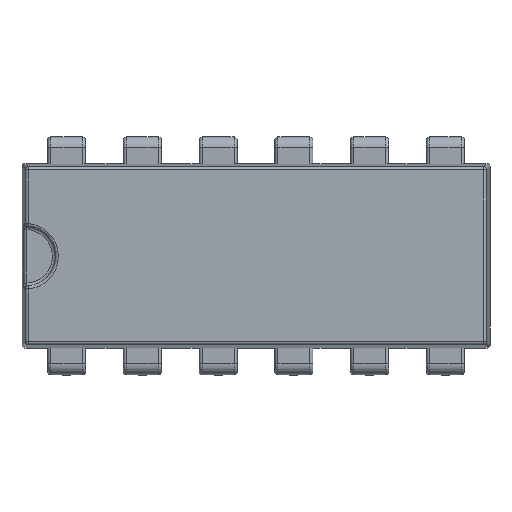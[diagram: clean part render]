
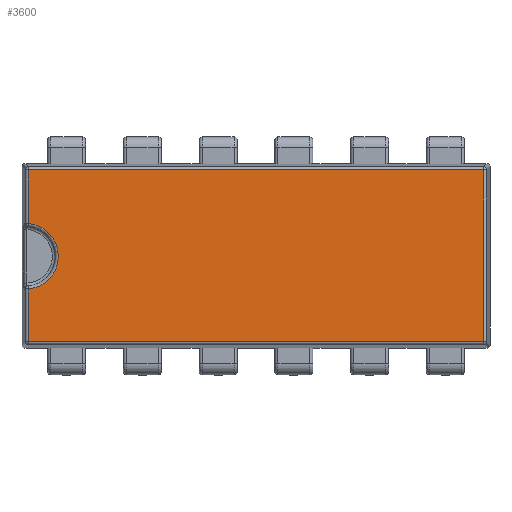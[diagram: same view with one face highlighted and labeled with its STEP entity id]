
A CAD part, top view. The second image highlights one B-rep face of the part: STEP entity #3600.
In plain terms, the highlighted planar face has unit normal (0, 0, 1).
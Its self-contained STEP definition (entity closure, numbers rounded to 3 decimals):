
#163=PLANE('',#3978);
#307=FACE_OUTER_BOUND('',#517,.T.);
#517=EDGE_LOOP('',(#2814,#2815,#2816,#2817,#2818,#2819));
#891=LINE('',#6431,#1215);
#892=LINE('',#6435,#1216);
#893=LINE('',#6437,#1217);
#894=LINE('',#6439,#1218);
#895=LINE('',#6440,#1219);
#1215=VECTOR('',#4839,10.);
#1216=VECTOR('',#4844,10.);
#1217=VECTOR('',#4845,10.);
#1218=VECTOR('',#4846,10.);
#1219=VECTOR('',#4847,10.);
#1378=CIRCLE('',#3968,1.1);
#1695=VERTEX_POINT('',#6387);
#1696=VERTEX_POINT('',#6389);
#1702=VERTEX_POINT('',#6430);
#1703=VERTEX_POINT('',#6434);
#1704=VERTEX_POINT('',#6436);
#1705=VERTEX_POINT('',#6438);
#2125=EDGE_CURVE('',#1696,#1695,#1378,.T.);
#2135=EDGE_CURVE('',#1695,#1702,#891,.T.);
#2137=EDGE_CURVE('',#1703,#1696,#892,.T.);
#2138=EDGE_CURVE('',#1704,#1703,#893,.T.);
#2139=EDGE_CURVE('',#1705,#1704,#894,.T.);
#2140=EDGE_CURVE('',#1702,#1705,#895,.T.);
#2814=ORIENTED_EDGE('',*,*,#2125,.F.);
#2815=ORIENTED_EDGE('',*,*,#2137,.F.);
#2816=ORIENTED_EDGE('',*,*,#2138,.F.);
#2817=ORIENTED_EDGE('',*,*,#2139,.F.);
#2818=ORIENTED_EDGE('',*,*,#2140,.F.);
#2819=ORIENTED_EDGE('',*,*,#2135,.F.);
#3600=ADVANCED_FACE('',(#307),#163,.T.);
#3968=AXIS2_PLACEMENT_3D('',#6391,#4816,#4817);
#3978=AXIS2_PLACEMENT_3D('',#6433,#4842,#4843);
#4816=DIRECTION('center_axis',(0.,0.,1.));
#4817=DIRECTION('ref_axis',(1.,0.,0.));
#4839=DIRECTION('',(0.,1.,0.));
#4842=DIRECTION('center_axis',(0.,0.,1.));
#4843=DIRECTION('ref_axis',(1.,0.,0.));
#4844=DIRECTION('',(0.,1.,0.));
#4845=DIRECTION('',(-1.,0.,0.));
#4846=DIRECTION('',(0.,-1.,0.));
#4847=DIRECTION('',(1.,0.,0.));
#6387=CARTESIAN_POINT('',(-0.79,5.169,3.35));
#6389=CARTESIAN_POINT('',(-0.79,2.977,3.35));
#6391=CARTESIAN_POINT('Origin',(-0.883,4.073,3.35));
#6430=CARTESIAN_POINT('',(-0.79,6.97,3.35));
#6431=CARTESIAN_POINT('',(-0.79,4.863,3.35));
#6433=CARTESIAN_POINT('Origin',(6.845,4.09,3.35));
#6434=CARTESIAN_POINT('',(-0.79,1.21,3.35));
#6435=CARTESIAN_POINT('',(-0.79,4.863,3.35));
#6436=CARTESIAN_POINT('',(14.48,1.21,3.35));
#6437=CARTESIAN_POINT('',(4.884,1.21,3.35));
#6438=CARTESIAN_POINT('',(14.48,6.97,3.35));
#6439=CARTESIAN_POINT('',(14.48,3.318,3.35));
#6440=CARTESIAN_POINT('',(8.806,6.97,3.35));
